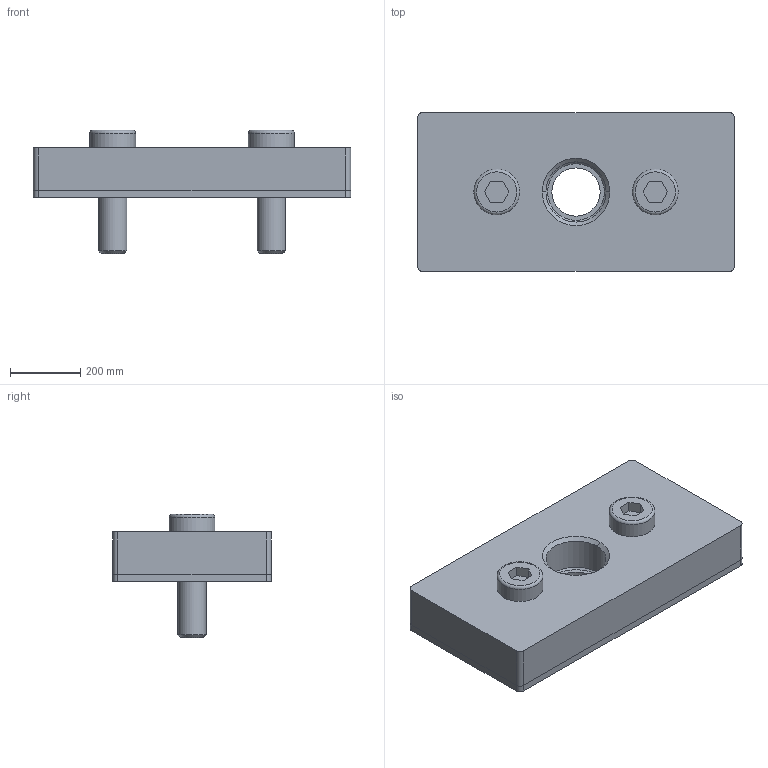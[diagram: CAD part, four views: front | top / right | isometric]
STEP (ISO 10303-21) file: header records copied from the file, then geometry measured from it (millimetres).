
FILE_DESCRIPTION(/* description */ (''),/* implementation_level */ '2;1');
FILE_NAME(/* name */ '32-459038G-1.stp',/* time_stamp */ '2024-08-27T15:57:28-04:00',/* author */ ('esanner'),/* organization */ (''),/* preprocessor_version */ 'ST-DEVELOPER v19',/* originating_system */ 'AutoCAD Mechanical',/* authorisation */ '');
FILE_SCHEMA (('AUTOMOTIVE_DESIGN { 1 0 10303 214 3 1 1 }'));
Length unit declared in the file: centimetre
Products named in the file (2): Product; 32-459038G-1
Assembly tree (1 placements, depth 2):
  Product
    32-459038G-1
Bounding box: 900 x 450 x 350 mm (x, y, z)
Volume: 55392266.3 mm3; surface area: 2220101.9 mm2
Topology: 4 solids, 4 shells, 60 faces, 137 edges, 90 vertices
Faces by surface type: plane 33, cylinder 20, cone 5, torus 2
Full cylindrical faces by diameter (mm): 80 x2, 90 x4, 130 x2, 170.828 x1, 250 x1
Entity records: 1765 total; most frequent: DIRECTION 315, CARTESIAN_POINT 290, ORIENTED_EDGE 274, EDGE_CURVE 137, AXIS2_PLACEMENT_3D 115, VERTEX_POINT 90, LINE 85, VECTOR 85
